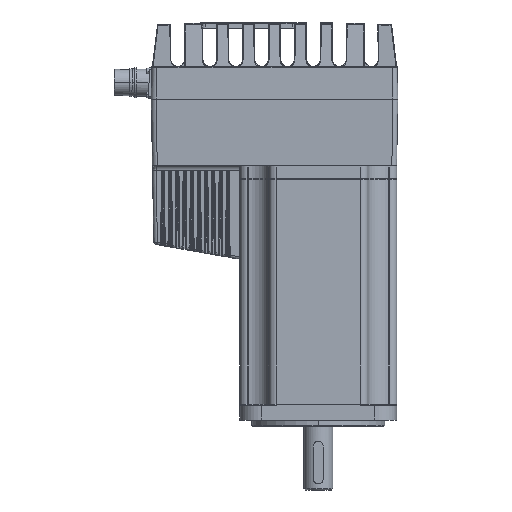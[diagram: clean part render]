
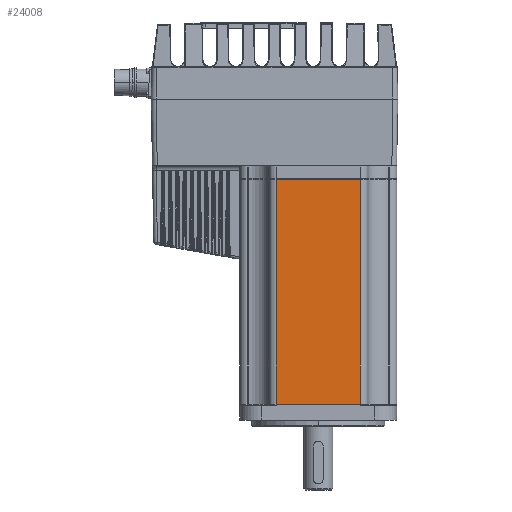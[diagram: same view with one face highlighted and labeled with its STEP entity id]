
A CAD part, left-side view. The second image highlights one B-rep face of the part: STEP entity #24008.
In plain terms, the highlighted planar face has unit normal (-1, 0, 0).
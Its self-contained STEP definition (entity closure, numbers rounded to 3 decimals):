
#907 = VERTEX_POINT ( 'NONE', #79909 ) ;
#3216 = LINE ( 'NONE', #87041, #95726 ) ;
#4288 = VERTEX_POINT ( 'NONE', #29009 ) ;
#10580 = VECTOR ( 'NONE', #58150, 1000. ) ;
#12666 = EDGE_CURVE ( 'NONE', #19266, #99215, #80223, .T. ) ;
#13513 = FACE_OUTER_BOUND ( 'NONE', #63355, .T. ) ;
#13806 = DIRECTION ( 'NONE',  ( 0., 0., -1. ) ) ;
#16550 = LINE ( 'NONE', #37959, #51400 ) ;
#17279 = CARTESIAN_POINT ( 'NONE',  ( -30.474, 18.594, 127. ) ) ;
#18379 = PLANE ( 'NONE',  #66411 ) ;
#19266 = VERTEX_POINT ( 'NONE', #25770 ) ;
#24008 = ADVANCED_FACE ( 'NONE', ( #13513 ), #18379, .F. ) ;
#25770 = CARTESIAN_POINT ( 'NONE',  ( -30.474, -81.406, 186.8 ) ) ;
#29009 = CARTESIAN_POINT ( 'NONE',  ( -30.474, -81.406, 0.2 ) ) ;
#29113 = ORIENTED_EDGE ( 'NONE', *, *, #84818, .F. ) ;
#32127 = EDGE_CURVE ( 'NONE', #907, #4288, #16550, .T. ) ;
#36694 = ORIENTED_EDGE ( 'NONE', *, *, #12666, .T. ) ;
#37959 = CARTESIAN_POINT ( 'NONE',  ( -30.474, 18.594, 0.2 ) ) ;
#51400 = VECTOR ( 'NONE', #54817, 1000. ) ;
#52476 = DIRECTION ( 'NONE',  ( 0., 1., 0. ) ) ;
#54683 = VECTOR ( 'NONE', #13806, 1000. ) ;
#54817 = DIRECTION ( 'NONE',  ( 0., -1., 0. ) ) ;
#58150 = DIRECTION ( 'NONE',  ( 0., 1., 0. ) ) ;
#63355 = EDGE_LOOP ( 'NONE', ( #29113, #64404, #106721, #36694 ) ) ;
#64404 = ORIENTED_EDGE ( 'NONE', *, *, #32127, .T. ) ;
#65126 = CARTESIAN_POINT ( 'NONE',  ( -30.474, -81.406, 127. ) ) ;
#65345 = CARTESIAN_POINT ( 'NONE',  ( -30.474, -11.406, 186.8 ) ) ;
#66411 = AXIS2_PLACEMENT_3D ( 'NONE', #17279, #77515, #52476 ) ;
#76476 = CARTESIAN_POINT ( 'NONE',  ( -30.474, -11.406, 186.8 ) ) ;
#77515 = DIRECTION ( 'NONE',  ( 1., 0., 0. ) ) ;
#79909 = CARTESIAN_POINT ( 'NONE',  ( -30.474, -11.406, 0.2 ) ) ;
#80223 = LINE ( 'NONE', #76476, #10580 ) ;
#84818 = EDGE_CURVE ( 'NONE', #907, #99215, #3216, .T. ) ;
#87041 = CARTESIAN_POINT ( 'NONE',  ( -30.474, -11.406, 127. ) ) ;
#95726 = VECTOR ( 'NONE', #95995, 1000. ) ;
#95995 = DIRECTION ( 'NONE',  ( 0., 0., 1. ) ) ;
#99215 = VERTEX_POINT ( 'NONE', #65345 ) ;
#102806 = LINE ( 'NONE', #65126, #54683 ) ;
#105849 = EDGE_CURVE ( 'NONE', #19266, #4288, #102806, .T. ) ;
#106721 = ORIENTED_EDGE ( 'NONE', *, *, #105849, .F. ) ;
